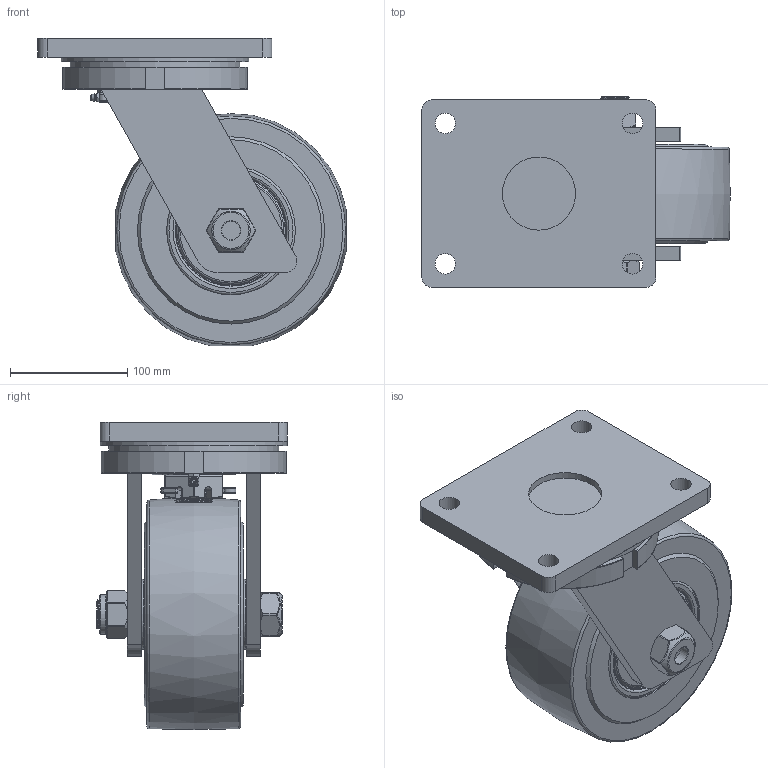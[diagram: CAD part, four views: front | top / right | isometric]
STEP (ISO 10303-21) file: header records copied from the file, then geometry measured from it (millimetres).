
FILE_DESCRIPTION(/* description */ ('','CAx-IF Rec.Pracs.---Representation and Presentation of Product Manufacturing Information (PMI)---4.0---2014-10-13'),/* implementation_level */ '2;1');
FILE_NAME(/* name */ 'BZQX200NYBJ.step',/* time_stamp */ '2025-03-06T16:47:55Z',/* author */ (''),/* organization */ (''),/* preprocessor_version */ 'ST-DEVELOPER v20',/* originating_system */ 'Autodesk Translation Framework v13.20.0.188',/* authorisation */ '');
FILE_SCHEMA (('AP242_MANAGED_MODEL_BASED_3D_ENGINEERING_MIM_LF { 1 0 10303 442 1 1 4 }'));
Products named in the file (30): BZQX200NYBJ; BZQX200AS v1; FABRICATED STEEL TOP PLATE; FABRICATED STEEL FORKS; FABRICATED STEEL FORKS Geometry; GREASE NIPPLE; PIN; NUT; BZXH200WNYBJM50HD v1; HEAVY DUTY NYLON WHEEL; BEARING6310Z; Pattern; BEARING6310Z (1); Pattern (1); Component1; INNER; OUTTER; MIDDLE; EDGE; BEARING SPACER; TH50X5X25 v1; ZINC PLATED HEADED SPACER; TH50X5X25 v1 (1); ZINC PLATED HEADED SPACER (1); BZQXAXLEMATERIAL v2; BZQX AXLE KIT; BOLT; NUT (1); NUT2; RUBBER
Assembly tree (48 placements, depth 5):
  BZQX200NYBJ
    BZQX200AS v1
      FABRICATED STEEL TOP PLATE
      FABRICATED STEEL FORKS
        FABRICATED STEEL FORKS Geometry
        GREASE NIPPLE
        PIN
        NUT
    BZXH200WNYBJM50HD v1
      HEAVY DUTY NYLON WHEEL
      BEARING6310Z
        INNER
        OUTTER
        Pattern
          Component1  x8
        MIDDLE
        EDGE
      BEARING6310Z (1)
        Pattern (1)
          Component1  x8
        INNER
        OUTTER
        MIDDLE
        EDGE
      BEARING SPACER
    TH50X5X25 v1
      ZINC PLATED HEADED SPACER
    TH50X5X25 v1 (1)
      ZINC PLATED HEADED SPACER (1)
    BZQXAXLEMATERIAL v2
      BZQX AXLE KIT
        BOLT
        NUT (1)
          NUT2
          RUBBER
Bounding box: 263.33 x 163 x 262.33 mm (x, y, z)
Volume: 3785139 mm3; surface area: 559141.5 mm2
Topology: 38 solids, 38 shells, 687 faces, 1731 edges, 1102 vertices
Faces by surface type: cylinder 223, plane 191, sphere 83, bspline 77, torus 76, cone 37
Full cylindrical faces by diameter (mm): 4 x1, 8 x1, 15.8 x1, 17.5 x4, 22.529 x15, 24.822 x15, 25 x3, 25.4 x2, 26 x2, 29 x2, 30 x8, 32 x1, 33.5 x1, 49.8 x2, 50 x3, 60 x3, 62.5 x1, 65.98 x2, 68.76 x8, 69.5 x4, 71.5 x4, 72 x2, 74.39 x2, 79.25 x1, 94.39 x2, 94.5 x4, 95.2 x8, 97.98 x2, 110 x4, 145 x1
Entity records: 41213 total; most frequent: CARTESIAN_POINT 26917, ORIENTED_EDGE 2874, DIRECTION 2800, EDGE_CURVE 1437, AXIS2_PLACEMENT_3D 1178, VERTEX_POINT 913, EDGE_LOOP 654, CIRCLE 581
